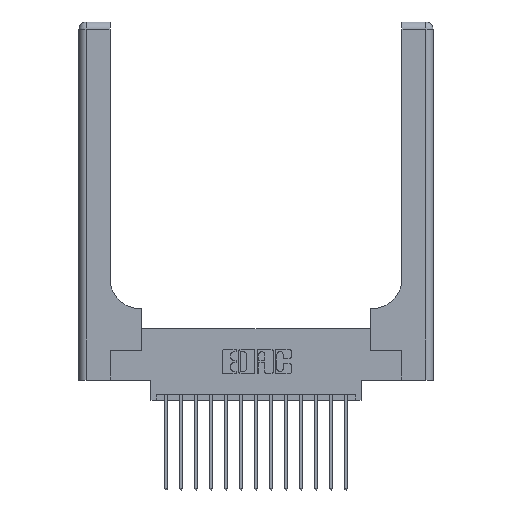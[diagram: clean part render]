
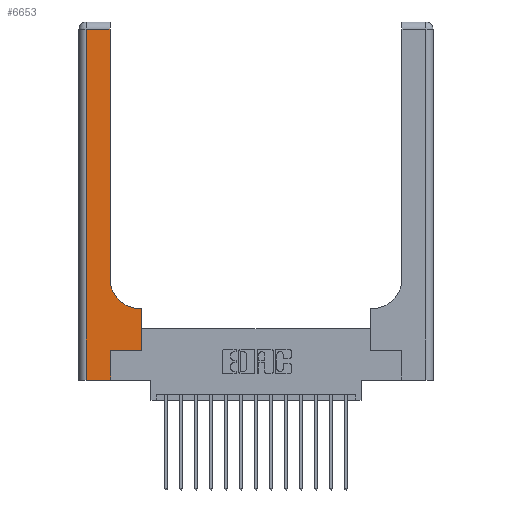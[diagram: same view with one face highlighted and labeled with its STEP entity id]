
A CAD part, top view. The second image highlights one B-rep face of the part: STEP entity #6653.
In plain terms, the highlighted planar face has unit normal (0, 0, 1).
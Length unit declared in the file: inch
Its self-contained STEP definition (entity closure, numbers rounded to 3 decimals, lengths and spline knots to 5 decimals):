
#116 = DIRECTION ( 'NONE',  ( 1., 0., 0. ) ) ;
#611 = DIRECTION ( 'NONE',  ( -1., 0., 0. ) ) ;
#726 = AXIS2_PLACEMENT_3D ( 'NONE', #16515, #8346, #116 ) ;
#1387 = VECTOR ( 'NONE', #6739, 39.37008 ) ;
#1432 = CARTESIAN_POINT ( 'NONE',  ( 0.26, 0.85, 0.37 ) ) ;
#1446 = EDGE_CURVE ( 'NONE', #3651, #2340, #16469, .T. ) ;
#1828 = EDGE_CURVE ( 'NONE', #8219, #15585, #3656, .T. ) ;
#1957 = DIRECTION ( 'NONE',  ( -1., 0., 0. ) ) ;
#1998 = ORIENTED_EDGE ( 'NONE', *, *, #1828, .T. ) ;
#2340 = VERTEX_POINT ( 'NONE', #7975 ) ;
#2679 = VERTEX_POINT ( 'NONE', #8557 ) ;
#2944 = VERTEX_POINT ( 'NONE', #11950 ) ;
#2998 = CARTESIAN_POINT ( 'NONE',  ( 0., 0., 0.37 ) ) ;
#3142 = VERTEX_POINT ( 'NONE', #13671 ) ;
#3651 = VERTEX_POINT ( 'NONE', #4074 ) ;
#3656 = CIRCLE ( 'NONE', #726, 0.25 ) ;
#3746 = CARTESIAN_POINT ( 'NONE',  ( 0.265, 0., 0.37 ) ) ;
#4074 = CARTESIAN_POINT ( 'NONE',  ( 0.26, 2.94, 0.37 ) ) ;
#4106 = VERTEX_POINT ( 'NONE', #3746 ) ;
#4253 = LINE ( 'NONE', #2998, #14682 ) ;
#4254 = ORIENTED_EDGE ( 'NONE', *, *, #11455, .T. ) ;
#4380 = DIRECTION ( 'NONE',  ( 1., 0., 0. ) ) ;
#4425 = CARTESIAN_POINT ( 'NONE',  ( 0.528, 0.25, 0.37 ) ) ;
#5455 = ORIENTED_EDGE ( 'NONE', *, *, #15367, .T. ) ;
#6042 = ORIENTED_EDGE ( 'NONE', *, *, #1446, .T. ) ;
#6374 = CARTESIAN_POINT ( 'NONE',  ( 0.265, 0.25, 0.37 ) ) ;
#6390 = DIRECTION ( 'NONE',  ( 0., 1., 0. ) ) ;
#6514 = VERTEX_POINT ( 'NONE', #17363 ) ;
#6653 = ADVANCED_FACE ( 'NONE', ( #13072 ), #6662, .F. ) ;
#6662 = PLANE ( 'NONE',  #12482 ) ;
#6723 = CARTESIAN_POINT ( 'NONE',  ( 0., 3., 0.37 ) ) ;
#6739 = DIRECTION ( 'NONE',  ( 0., -1., 0. ) ) ;
#7050 = EDGE_CURVE ( 'NONE', #6514, #8219, #13925, .T. ) ;
#7085 = LINE ( 'NONE', #13162, #14316 ) ;
#7203 = EDGE_CURVE ( 'NONE', #4106, #2679, #14994, .T. ) ;
#7213 = DIRECTION ( 'NONE',  ( 0., 1., 0. ) ) ;
#7448 = CARTESIAN_POINT ( 'NONE',  ( 0.26, 0.6, 0.37 ) ) ;
#7534 = EDGE_CURVE ( 'NONE', #2944, #6514, #10532, .T. ) ;
#7688 = EDGE_LOOP ( 'NONE', ( #5455, #6042, #4254, #10614, #14585, #10217, #11324, #11257, #1998 ) ) ;
#7806 = DIRECTION ( 'NONE',  ( 0., 1., 0. ) ) ;
#7975 = CARTESIAN_POINT ( 'NONE',  ( 0.06, 2.94, 0.37 ) ) ;
#8068 = DIRECTION ( 'NONE',  ( -1., 0., 0. ) ) ;
#8219 = VERTEX_POINT ( 'NONE', #16539 ) ;
#8346 = DIRECTION ( 'NONE',  ( 0., 0., -1. ) ) ;
#8557 = CARTESIAN_POINT ( 'NONE',  ( 0.265, 0.25, 0.37 ) ) ;
#9555 = EDGE_CURVE ( 'NONE', #2679, #2944, #13650, .T. ) ;
#10217 = ORIENTED_EDGE ( 'NONE', *, *, #9555, .T. ) ;
#10532 = LINE ( 'NONE', #4425, #17344 ) ;
#10569 = EDGE_CURVE ( 'NONE', #3142, #4106, #4253, .T. ) ;
#10614 = ORIENTED_EDGE ( 'NONE', *, *, #10569, .T. ) ;
#11257 = ORIENTED_EDGE ( 'NONE', *, *, #7050, .T. ) ;
#11324 = ORIENTED_EDGE ( 'NONE', *, *, #7534, .T. ) ;
#11376 = VECTOR ( 'NONE', #7806, 39.37008 ) ;
#11455 = EDGE_CURVE ( 'NONE', #2340, #3142, #15933, .T. ) ;
#11529 = CARTESIAN_POINT ( 'NONE',  ( 0., 2.94, 0.37 ) ) ;
#11950 = CARTESIAN_POINT ( 'NONE',  ( 0.528, 0.25, 0.37 ) ) ;
#12482 = AXIS2_PLACEMENT_3D ( 'NONE', #6723, #16235, #8068 ) ;
#13072 = FACE_OUTER_BOUND ( 'NONE', #7688, .T. ) ;
#13162 = CARTESIAN_POINT ( 'NONE',  ( 0.26, 3., 0.37 ) ) ;
#13226 = CARTESIAN_POINT ( 'NONE',  ( 0.265, 0., 0.37 ) ) ;
#13650 = LINE ( 'NONE', #6374, #16830 ) ;
#13671 = CARTESIAN_POINT ( 'NONE',  ( 0.06, 0., 0.37 ) ) ;
#13925 = LINE ( 'NONE', #7448, #17552 ) ;
#14316 = VECTOR ( 'NONE', #6390, 39.37008 ) ;
#14585 = ORIENTED_EDGE ( 'NONE', *, *, #7203, .T. ) ;
#14682 = VECTOR ( 'NONE', #4380, 39.37008 ) ;
#14994 = LINE ( 'NONE', #13226, #11376 ) ;
#15367 = EDGE_CURVE ( 'NONE', #15585, #3651, #7085, .T. ) ;
#15585 = VERTEX_POINT ( 'NONE', #1432 ) ;
#15897 = DIRECTION ( 'NONE',  ( 1., 0., 0. ) ) ;
#15933 = LINE ( 'NONE', #16254, #1387 ) ;
#16235 = DIRECTION ( 'NONE',  ( 0., 0., -1. ) ) ;
#16254 = CARTESIAN_POINT ( 'NONE',  ( 0.06, 3., 0.37 ) ) ;
#16469 = LINE ( 'NONE', #11529, #17315 ) ;
#16515 = CARTESIAN_POINT ( 'NONE',  ( 0.51, 0.85, 0.37 ) ) ;
#16539 = CARTESIAN_POINT ( 'NONE',  ( 0.51, 0.6, 0.37 ) ) ;
#16830 = VECTOR ( 'NONE', #15897, 39.37008 ) ;
#17315 = VECTOR ( 'NONE', #1957, 39.37008 ) ;
#17344 = VECTOR ( 'NONE', #7213, 39.37008 ) ;
#17363 = CARTESIAN_POINT ( 'NONE',  ( 0.528, 0.6, 0.37 ) ) ;
#17552 = VECTOR ( 'NONE', #611, 39.37008 ) ;
